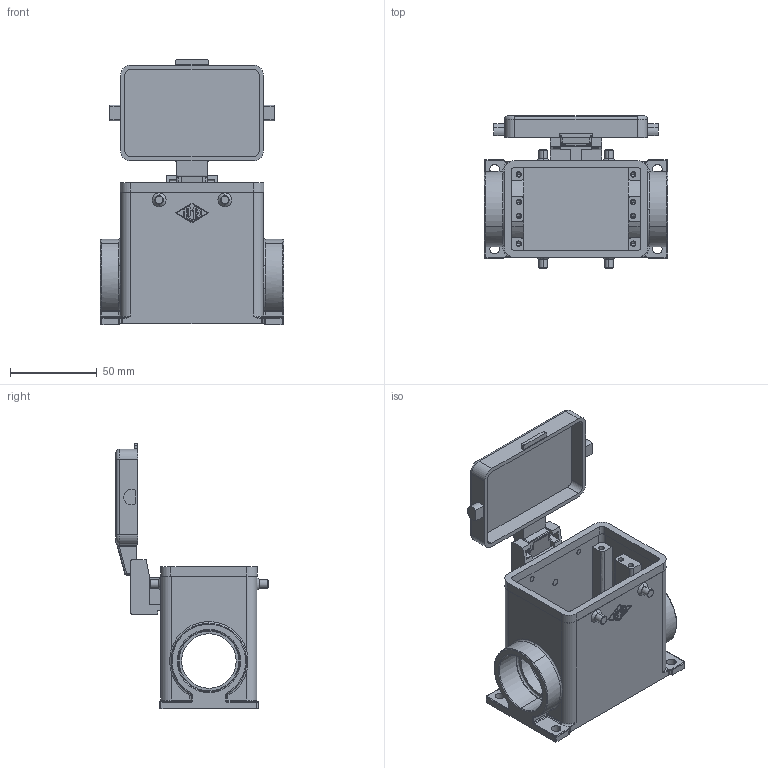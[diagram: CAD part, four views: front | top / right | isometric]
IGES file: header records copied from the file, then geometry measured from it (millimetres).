
Global section: file name: No Iges File Name specified; native system: AutoDesk Inventor R6.1; preprocessor: AutoDesk Inventor Iges Exporter R6.1; author: No Author specified; organization: No Organization specified; date: 20061220.151318; units: millimetre
Bounding box: 106 x 87.8 x 153.15 mm (x, y, z)
Volume: 152494.7 mm3; surface area: 79750.2 mm2
Topology: 3 solids, 3 shells, 608 faces, 1563 edges, 970 vertices
Faces by surface type: plane 180, bspline 137, cylinder 136, revolution 115, torus 28, cone 10, sphere 2
